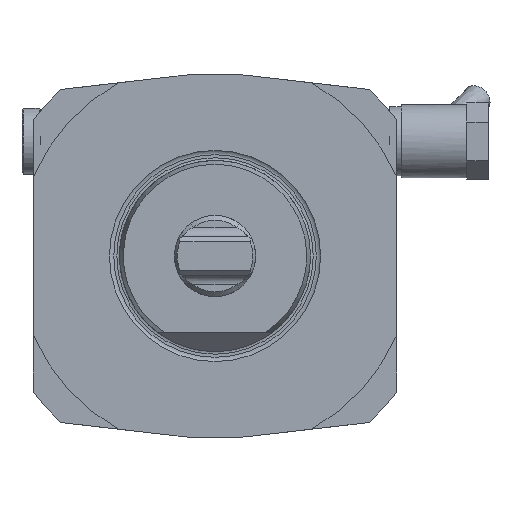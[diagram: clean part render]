
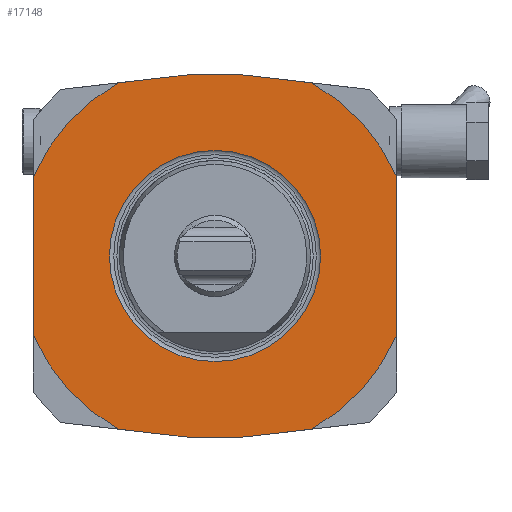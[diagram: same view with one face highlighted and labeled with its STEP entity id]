
A CAD part, front view. The second image highlights one B-rep face of the part: STEP entity #17148.
In plain terms, the highlighted planar face has unit normal (0, -1, 0).
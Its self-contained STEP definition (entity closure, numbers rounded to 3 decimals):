
#127 = ORIENTED_EDGE ( 'NONE', *, *, #27236, .F. ) ;
#155 = ORIENTED_EDGE ( 'NONE', *, *, #3972, .F. ) ;
#542 = EDGE_CURVE ( 'NONE', #29671, #9751, #26850, .T. ) ;
#543 = CARTESIAN_POINT ( 'NONE',  ( 20.213, 0., 36.245 ) ) ;
#705 = EDGE_CURVE ( 'NONE', #6743, #22431, #2783, .T. ) ;
#716 = ORIENTED_EDGE ( 'NONE', *, *, #3837, .F. ) ;
#895 = DIRECTION ( 'NONE',  ( -1., 0., 0. ) ) ;
#1006 = DIRECTION ( 'NONE',  ( 0., 1., 0. ) ) ;
#1283 = CARTESIAN_POINT ( 'NONE',  ( 5., 0., 38. ) ) ;
#1380 = CARTESIAN_POINT ( 'NONE',  ( -20.213, 0., -36.245 ) ) ;
#1734 = VERTEX_POINT ( 'NONE', #10094 ) ;
#1936 = DIRECTION ( 'NONE',  ( 0., -1., 0. ) ) ;
#2075 = CARTESIAN_POINT ( 'NONE',  ( 0.333, 0., 38.615 ) ) ;
#2333 = EDGE_LOOP ( 'NONE', ( #23899 ) ) ;
#2340 = CARTESIAN_POINT ( 'NONE',  ( 0., 0., 38. ) ) ;
#2389 = LINE ( 'NONE', #2075, #18713 ) ;
#2783 = LINE ( 'NONE', #2340, #12292 ) ;
#3016 = CIRCLE ( 'NONE', #22462, 41.5 ) ;
#3306 = VECTOR ( 'NONE', #19821, 1000. ) ;
#3358 = CARTESIAN_POINT ( 'NONE',  ( -9.118, 0., -37.525 ) ) ;
#3456 = EDGE_CURVE ( 'NONE', #30473, #30441, #20738, .T. ) ;
#3500 = VERTEX_POINT ( 'NONE', #24183 ) ;
#3811 = CARTESIAN_POINT ( 'NONE',  ( -0.333, 0., 38.615 ) ) ;
#3837 = EDGE_CURVE ( 'NONE', #3500, #5694, #21952, .T. ) ;
#3933 = CARTESIAN_POINT ( 'NONE',  ( 38., 0., -16.681 ) ) ;
#3972 = EDGE_CURVE ( 'NONE', #22431, #27676, #15976, .T. ) ;
#4263 = DIRECTION ( 'NONE',  ( 0.993, 0., -0.115 ) ) ;
#4846 = EDGE_LOOP ( 'NONE', ( #716, #127, #28088, #20507, #8881, #9727, #155, #13331, #26451, #14852, #27329, #19578 ) ) ;
#5694 = VERTEX_POINT ( 'NONE', #1380 ) ;
#5721 = FACE_BOUND ( 'NONE', #2333, .T. ) ;
#6421 = LINE ( 'NONE', #6886, #30839 ) ;
#6644 = CIRCLE ( 'NONE', #19073, 41.5 ) ;
#6743 = VERTEX_POINT ( 'NONE', #17718 ) ;
#6886 = CARTESIAN_POINT ( 'NONE',  ( -38., 0., 41.5 ) ) ;
#7381 = CIRCLE ( 'NONE', #13349, 22.095 ) ;
#7440 = CARTESIAN_POINT ( 'NONE',  ( 20.213, 0., -36.245 ) ) ;
#7692 = CIRCLE ( 'NONE', #20588, 41.5 ) ;
#8323 = VECTOR ( 'NONE', #18039, 1000. ) ;
#8550 = DIRECTION ( 'NONE',  ( 0., 1., 0. ) ) ;
#8713 = CARTESIAN_POINT ( 'NONE',  ( 0., 0., -38. ) ) ;
#8723 = CARTESIAN_POINT ( 'NONE',  ( 0., 0., 22.095 ) ) ;
#8821 = DIRECTION ( 'NONE',  ( 1., 0., 0. ) ) ;
#8881 = ORIENTED_EDGE ( 'NONE', *, *, #542, .F. ) ;
#8886 = VERTEX_POINT ( 'NONE', #8723 ) ;
#8910 = DIRECTION ( 'NONE',  ( -0.993, 0., -0.115 ) ) ;
#9219 = EDGE_CURVE ( 'NONE', #15089, #6743, #2389, .T. ) ;
#9727 = ORIENTED_EDGE ( 'NONE', *, *, #25791, .T. ) ;
#9751 = VERTEX_POINT ( 'NONE', #3933 ) ;
#10094 = CARTESIAN_POINT ( 'NONE',  ( -38., 0., -16.681 ) ) ;
#10265 = AXIS2_PLACEMENT_3D ( 'NONE', #23181, #1936, #8821 ) ;
#10513 = DIRECTION ( 'NONE',  ( 0., 0., 1. ) ) ;
#10606 = EDGE_CURVE ( 'NONE', #8886, #8886, #7381, .T. ) ;
#12292 = VECTOR ( 'NONE', #16803, 1000. ) ;
#13043 = CARTESIAN_POINT ( 'NONE',  ( 0., 0., 0. ) ) ;
#13331 = ORIENTED_EDGE ( 'NONE', *, *, #705, .F. ) ;
#13349 = AXIS2_PLACEMENT_3D ( 'NONE', #13043, #1006, #10513 ) ;
#13397 = CARTESIAN_POINT ( 'NONE',  ( 0., 0., 41.5 ) ) ;
#14377 = CARTESIAN_POINT ( 'NONE',  ( 0., 0., 0. ) ) ;
#14852 = ORIENTED_EDGE ( 'NONE', *, *, #29157, .T. ) ;
#15089 = VERTEX_POINT ( 'NONE', #15455 ) ;
#15272 = PLANE ( 'NONE',  #18390 ) ;
#15455 = CARTESIAN_POINT ( 'NONE',  ( -20.213, 0., 36.245 ) ) ;
#15608 = CARTESIAN_POINT ( 'NONE',  ( 38., 0., 16.681 ) ) ;
#15920 = VERTEX_POINT ( 'NONE', #22411 ) ;
#15976 = LINE ( 'NONE', #3811, #26715 ) ;
#16596 = CARTESIAN_POINT ( 'NONE',  ( 5., 0., -38. ) ) ;
#16716 = VECTOR ( 'NONE', #17690, 1000. ) ;
#16803 = DIRECTION ( 'NONE',  ( 1., 0., 0. ) ) ;
#17148 = ADVANCED_FACE ( 'Defeature completata1_93', ( #19787, #5721 ), #15272, .F. ) ;
#17351 = DIRECTION ( 'NONE',  ( 0., -1., 0. ) ) ;
#17690 = DIRECTION ( 'NONE',  ( -0.993, 0., 0.115 ) ) ;
#17718 = CARTESIAN_POINT ( 'NONE',  ( -5., 0., 38. ) ) ;
#17894 = EDGE_CURVE ( 'NONE', #1734, #5694, #3016, .T. ) ;
#18039 = DIRECTION ( 'NONE',  ( -1., 0., 0. ) ) ;
#18390 = AXIS2_PLACEMENT_3D ( 'NONE', #13397, #8550, #895 ) ;
#18713 = VECTOR ( 'NONE', #21415, 1000. ) ;
#18839 = DIRECTION ( 'NONE',  ( 0., -1., 0. ) ) ;
#19073 = AXIS2_PLACEMENT_3D ( 'NONE', #19158, #18839, #30879 ) ;
#19158 = CARTESIAN_POINT ( 'NONE',  ( 0., 0., 0. ) ) ;
#19232 = CIRCLE ( 'NONE', #10265, 41.5 ) ;
#19578 = ORIENTED_EDGE ( 'NONE', *, *, #17894, .T. ) ;
#19710 = VECTOR ( 'NONE', #8910, 1000. ) ;
#19787 = FACE_OUTER_BOUND ( 'NONE', #4846, .T. ) ;
#19821 = DIRECTION ( 'NONE',  ( 0., 0., -1. ) ) ;
#19859 = EDGE_CURVE ( 'NONE', #30473, #9751, #6644, .T. ) ;
#20009 = CARTESIAN_POINT ( 'NONE',  ( 9.118, 0., -37.525 ) ) ;
#20109 = CARTESIAN_POINT ( 'NONE',  ( 38., 0., 41.5 ) ) ;
#20507 = ORIENTED_EDGE ( 'NONE', *, *, #19859, .T. ) ;
#20588 = AXIS2_PLACEMENT_3D ( 'NONE', #14377, #30745, #24047 ) ;
#20738 = LINE ( 'NONE', #20009, #19710 ) ;
#21068 = DIRECTION ( 'NONE',  ( 0., 0., 1. ) ) ;
#21415 = DIRECTION ( 'NONE',  ( 0.993, 0., 0.115 ) ) ;
#21952 = LINE ( 'NONE', #3358, #16716 ) ;
#22362 = CARTESIAN_POINT ( 'NONE',  ( 0., 0., 0. ) ) ;
#22411 = CARTESIAN_POINT ( 'NONE',  ( -38., 0., 16.681 ) ) ;
#22431 = VERTEX_POINT ( 'NONE', #1283 ) ;
#22462 = AXIS2_PLACEMENT_3D ( 'NONE', #22362, #17351, #27193 ) ;
#23181 = CARTESIAN_POINT ( 'NONE',  ( 0., 0., 0. ) ) ;
#23899 = ORIENTED_EDGE ( 'NONE', *, *, #10606, .T. ) ;
#24047 = DIRECTION ( 'NONE',  ( 1., 0., 0. ) ) ;
#24183 = CARTESIAN_POINT ( 'NONE',  ( -5., 0., -38. ) ) ;
#24963 = EDGE_CURVE ( 'NONE', #1734, #15920, #6421, .T. ) ;
#25791 = EDGE_CURVE ( 'NONE', #29671, #27676, #19232, .T. ) ;
#26451 = ORIENTED_EDGE ( 'NONE', *, *, #9219, .F. ) ;
#26715 = VECTOR ( 'NONE', #4263, 1000. ) ;
#26850 = LINE ( 'NONE', #20109, #3306 ) ;
#27193 = DIRECTION ( 'NONE',  ( 1., 0., 0. ) ) ;
#27236 = EDGE_CURVE ( 'NONE', #30441, #3500, #27579, .T. ) ;
#27329 = ORIENTED_EDGE ( 'NONE', *, *, #24963, .F. ) ;
#27579 = LINE ( 'NONE', #8713, #8323 ) ;
#27676 = VERTEX_POINT ( 'NONE', #543 ) ;
#28088 = ORIENTED_EDGE ( 'NONE', *, *, #3456, .F. ) ;
#29157 = EDGE_CURVE ( 'NONE', #15089, #15920, #7692, .T. ) ;
#29671 = VERTEX_POINT ( 'NONE', #15608 ) ;
#30441 = VERTEX_POINT ( 'NONE', #16596 ) ;
#30473 = VERTEX_POINT ( 'NONE', #7440 ) ;
#30745 = DIRECTION ( 'NONE',  ( 0., -1., 0. ) ) ;
#30839 = VECTOR ( 'NONE', #21068, 1000. ) ;
#30879 = DIRECTION ( 'NONE',  ( 1., 0., 0. ) ) ;
